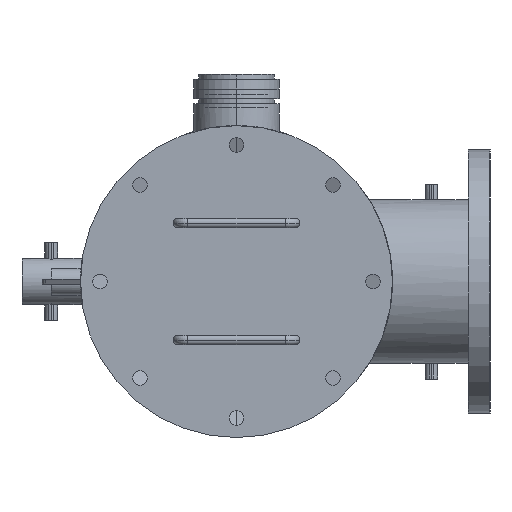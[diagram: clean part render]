
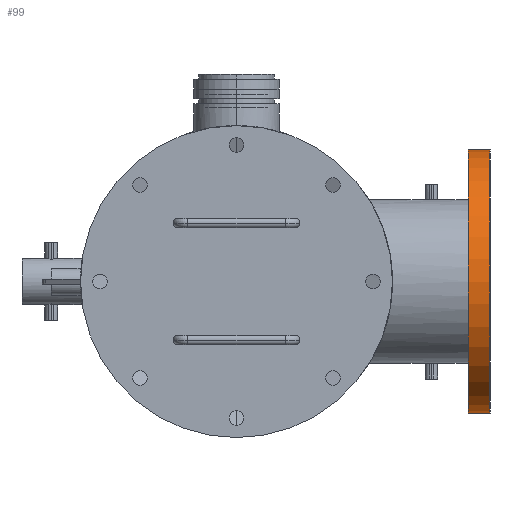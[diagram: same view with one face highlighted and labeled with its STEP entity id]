
A CAD part, left-side view. The second image highlights one B-rep face of the part: STEP entity #99.
In plain terms, the highlighted cylindrical face has radius 171.45 mm (diameter 342.9 mm), a partial arc.
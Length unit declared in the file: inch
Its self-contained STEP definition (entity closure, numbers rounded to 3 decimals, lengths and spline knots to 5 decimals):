
#64 = CARTESIAN_POINT ( 'NONE',  ( 6.87, -11.88, 6.75 ) ) ;
#99 = ADVANCED_FACE ( 'NONE', ( #10008 ), #6318, .T. ) ;
#441 = DIRECTION ( 'NONE',  ( 0., 0., -1. ) ) ;
#657 = VECTOR ( 'NONE', #7136, 39.37008 ) ;
#785 = AXIS2_PLACEMENT_3D ( 'NONE', #9591, #8719, #441 ) ;
#946 = CARTESIAN_POINT ( 'NONE',  ( 6.87, -11.88, 0. ) ) ;
#1057 = ORIENTED_EDGE ( 'NONE', *, *, #10384, .F. ) ;
#1192 = EDGE_CURVE ( 'NONE', #4335, #8638, #6110, .T. ) ;
#1607 = DIRECTION ( 'NONE',  ( 0., -1., 0. ) ) ;
#1652 = CARTESIAN_POINT ( 'NONE',  ( 6.87, -11.88, -6.75 ) ) ;
#2172 = CARTESIAN_POINT ( 'NONE',  ( 6.87, -11.88, 6.75 ) ) ;
#2201 = VERTEX_POINT ( 'NONE', #7571 ) ;
#2464 = DIRECTION ( 'NONE',  ( 0., 0., -1. ) ) ;
#2890 = DIRECTION ( 'NONE',  ( 0., -1., 0. ) ) ;
#3373 = EDGE_CURVE ( 'NONE', #4335, #2201, #7648, .T. ) ;
#3701 = CARTESIAN_POINT ( 'NONE',  ( 6.87, -13., -6.75 ) ) ;
#4335 = VERTEX_POINT ( 'NONE', #2172 ) ;
#4914 = ORIENTED_EDGE ( 'NONE', *, *, #9597, .T. ) ;
#5469 = DIRECTION ( 'NONE',  ( 0., 0., -1. ) ) ;
#5886 = AXIS2_PLACEMENT_3D ( 'NONE', #946, #7168, #5469 ) ;
#6110 = LINE ( 'NONE', #64, #7378 ) ;
#6178 = ORIENTED_EDGE ( 'NONE', *, *, #3373, .T. ) ;
#6318 = CYLINDRICAL_SURFACE ( 'NONE', #5886, 6.75 ) ;
#7096 = CARTESIAN_POINT ( 'NONE',  ( 6.87, -11.88, 0. ) ) ;
#7136 = DIRECTION ( 'NONE',  ( 0., -1., 0. ) ) ;
#7168 = DIRECTION ( 'NONE',  ( 0., -1., 0. ) ) ;
#7378 = VECTOR ( 'NONE', #2890, 39.37008 ) ;
#7529 = AXIS2_PLACEMENT_3D ( 'NONE', #7096, #1607, #2464 ) ;
#7571 = CARTESIAN_POINT ( 'NONE',  ( 6.87, -11.88, -6.75 ) ) ;
#7648 = CIRCLE ( 'NONE', #7529, 6.75 ) ;
#7954 = ORIENTED_EDGE ( 'NONE', *, *, #1192, .F. ) ;
#8400 = CIRCLE ( 'NONE', #785, 6.75 ) ;
#8638 = VERTEX_POINT ( 'NONE', #10703 ) ;
#8719 = DIRECTION ( 'NONE',  ( 0., -1., 0. ) ) ;
#9197 = VERTEX_POINT ( 'NONE', #3701 ) ;
#9591 = CARTESIAN_POINT ( 'NONE',  ( 6.87, -13., 0. ) ) ;
#9597 = EDGE_CURVE ( 'NONE', #2201, #9197, #11764, .T. ) ;
#10008 = FACE_OUTER_BOUND ( 'NONE', #10749, .T. ) ;
#10384 = EDGE_CURVE ( 'NONE', #8638, #9197, #8400, .T. ) ;
#10703 = CARTESIAN_POINT ( 'NONE',  ( 6.87, -13., 6.75 ) ) ;
#10749 = EDGE_LOOP ( 'NONE', ( #7954, #6178, #4914, #1057 ) ) ;
#11764 = LINE ( 'NONE', #1652, #657 ) ;
